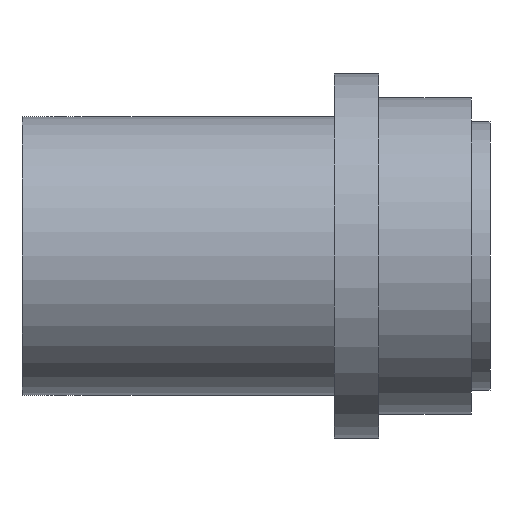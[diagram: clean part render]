
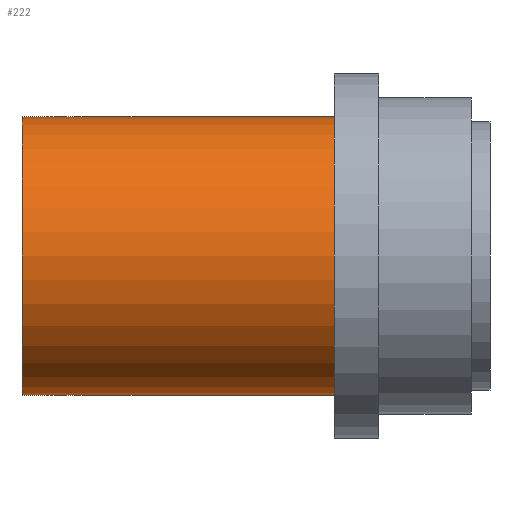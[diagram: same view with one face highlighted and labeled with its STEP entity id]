
A CAD part, front view. The second image highlights one B-rep face of the part: STEP entity #222.
In plain terms, the highlighted cylindrical face has radius 4.763 mm (diameter 9.525 mm), a partial arc.
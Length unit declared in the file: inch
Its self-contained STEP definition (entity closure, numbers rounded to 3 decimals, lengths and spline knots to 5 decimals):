
#17 = EDGE_CURVE ( 'NONE', #201, #202, #50, .T. ) ;
#20 = EDGE_CURVE ( 'NONE', #183, #78, #37, .T. ) ;
#21 = EDGE_CURVE ( 'NONE', #201, #183, #547, .T. ) ;
#22 = EDGE_CURVE ( 'NONE', #202, #78, #544, .T. ) ;
#37 = LINE ( 'NONE', #51, #551 ) ;
#45 = DIRECTION ( 'NONE',  ( -1., 0., 0. ) ) ;
#50 = LINE ( 'NONE', #55, #557 ) ;
#51 = CARTESIAN_POINT ( 'NONE',  ( -0.3525, 0., 0.1875 ) ) ;
#55 = CARTESIAN_POINT ( 'NONE',  ( -0.3525, 0., -0.1875 ) ) ;
#58 = ORIENTED_EDGE ( 'NONE', *, *, #21, .T. ) ;
#78 = VERTEX_POINT ( 'NONE', #386 ) ;
#141 = EDGE_LOOP ( 'NONE', ( #192, #58, #185, #184 ) ) ;
#183 = VERTEX_POINT ( 'NONE', #348 ) ;
#184 = ORIENTED_EDGE ( 'NONE', *, *, #22, .F. ) ;
#185 = ORIENTED_EDGE ( 'NONE', *, *, #20, .T. ) ;
#192 = ORIENTED_EDGE ( 'NONE', *, *, #17, .F. ) ;
#201 = VERTEX_POINT ( 'NONE', #500 ) ;
#202 = VERTEX_POINT ( 'NONE', #499 ) ;
#222 = ADVANCED_FACE ( 'NONE', ( #460 ), #457, .T. ) ;
#283 = DIRECTION ( 'NONE',  ( -1., 0., 0. ) ) ;
#347 = DIRECTION ( 'NONE',  ( -1., 0., 0. ) ) ;
#348 = CARTESIAN_POINT ( 'NONE',  ( 0.42, 0., 0.1875 ) ) ;
#386 = CARTESIAN_POINT ( 'NONE',  ( 0., 0., 0.1875 ) ) ;
#455 = DIRECTION ( 'NONE',  ( 0., 0., 1. ) ) ;
#457 = CYLINDRICAL_SURFACE ( 'NONE', #521, 0.1875 ) ;
#459 = CARTESIAN_POINT ( 'NONE',  ( -0.3525, 0., 0. ) ) ;
#460 = FACE_OUTER_BOUND ( 'NONE', #141, .T. ) ;
#464 = DIRECTION ( 'NONE',  ( -1., 0., 0. ) ) ;
#484 = DIRECTION ( 'NONE',  ( 0., 0., 1. ) ) ;
#491 = DIRECTION ( 'NONE',  ( -1., 0., 0. ) ) ;
#497 = CARTESIAN_POINT ( 'NONE',  ( 0., 0., 0. ) ) ;
#499 = CARTESIAN_POINT ( 'NONE',  ( 0., 0., -0.1875 ) ) ;
#500 = CARTESIAN_POINT ( 'NONE',  ( 0.42, 0., -0.1875 ) ) ;
#508 = DIRECTION ( 'NONE',  ( 0., 0., 1. ) ) ;
#509 = CARTESIAN_POINT ( 'NONE',  ( 0.42, 0., 0. ) ) ;
#521 = AXIS2_PLACEMENT_3D ( 'NONE', #459, #464, #455 ) ;
#541 = AXIS2_PLACEMENT_3D ( 'NONE', #497, #491, #484 ) ;
#543 = AXIS2_PLACEMENT_3D ( 'NONE', #509, #283, #508 ) ;
#544 = CIRCLE ( 'NONE', #541, 0.1875 ) ;
#547 = CIRCLE ( 'NONE', #543, 0.1875 ) ;
#551 = VECTOR ( 'NONE', #347, 39.37008 ) ;
#557 = VECTOR ( 'NONE', #45, 39.37008 ) ;
